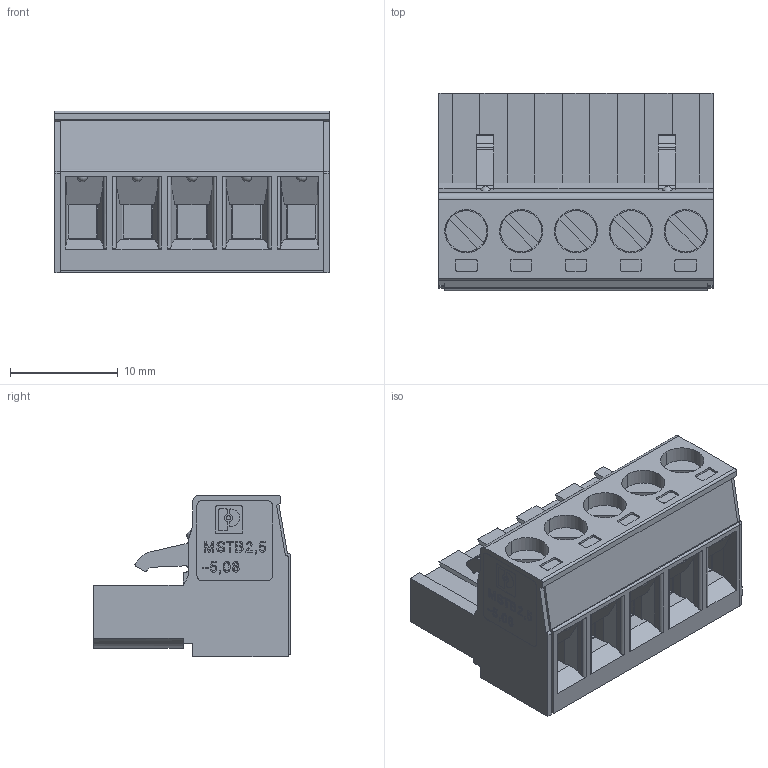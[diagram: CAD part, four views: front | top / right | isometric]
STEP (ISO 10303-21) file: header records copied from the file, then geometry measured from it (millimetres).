
FILE_DESCRIPTION(('STEP AP214'),'1');
FILE_NAME('cctmp_38800B85-DCA2-4795-8EDE-BFB7DB3689DF_2023_04_05_06_22_10_0324_12644..stp','2023-04-05T06:22:10',('PHOENIX CONTACT Deutschland GmbH'),('CADClick - www.CADClick.com'),'Spatial InterOp 3D',' ','unknown authorization');
FILE_SCHEMA(('AUTOMOTIVE_DESIGN'));
Length unit declared in the file: millimetre
Products named in the file (17): 2023_04_05_06_22_09_0542; 2023_04_05_06_22_10_0324; 2023_04_05_06_22_10_0309; 2023_04_05_06_22_10_0293; 2023_04_05_06_22_10_0277; 2023_04_05_06_22_10_0262; 2023_04_05_06_22_10_0246; 2023_04_05_06_22_10_0231; 2023_04_05_06_22_10_0215; 2023_04_05_06_22_10_0199; 2023_04_05_06_22_10_0184; 2023_04_05_06_22_10_0168; 2023_04_05_06_22_10_0152; 2023_04_05_06_22_10_0137; 2023_04_05_06_22_10_0121; 2023_04_05_06_22_10_0106; 2023_04_05_06_22_10_0043
Assembly tree (16 placements, depth 2):
  2023_04_05_06_22_09_0542
    2023_04_05_06_22_10_0324
    2023_04_05_06_22_10_0309
    2023_04_05_06_22_10_0293
    2023_04_05_06_22_10_0277
    2023_04_05_06_22_10_0262
    2023_04_05_06_22_10_0246
    2023_04_05_06_22_10_0231
    2023_04_05_06_22_10_0215
    2023_04_05_06_22_10_0199
    2023_04_05_06_22_10_0184
    2023_04_05_06_22_10_0168
    2023_04_05_06_22_10_0152
    2023_04_05_06_22_10_0137
    2023_04_05_06_22_10_0121
    2023_04_05_06_22_10_0106
    2023_04_05_06_22_10_0043
Bounding box: 25.46 x 18.3 x 15 mm (x, y, z)
Volume: 3579.8 mm3; surface area: 5588.6 mm2
Topology: 16 solids, 16 shells, 1173 faces, 3266 edges, 2173 vertices
Faces by surface type: plane 900, cylinder 256, cone 10, sphere 7
Entity records: 69822 total; most frequent: CARTESIAN_POINT 7397, ORIENTED_EDGE 6532, DIRECTION 6275, STYLED_ITEM 5536, PRESENTATION_STYLE_ASSIGNMENT 5536, COLOUR_RGB 5536, EDGE_CURVE 3266, CURVE_STYLE 2714
